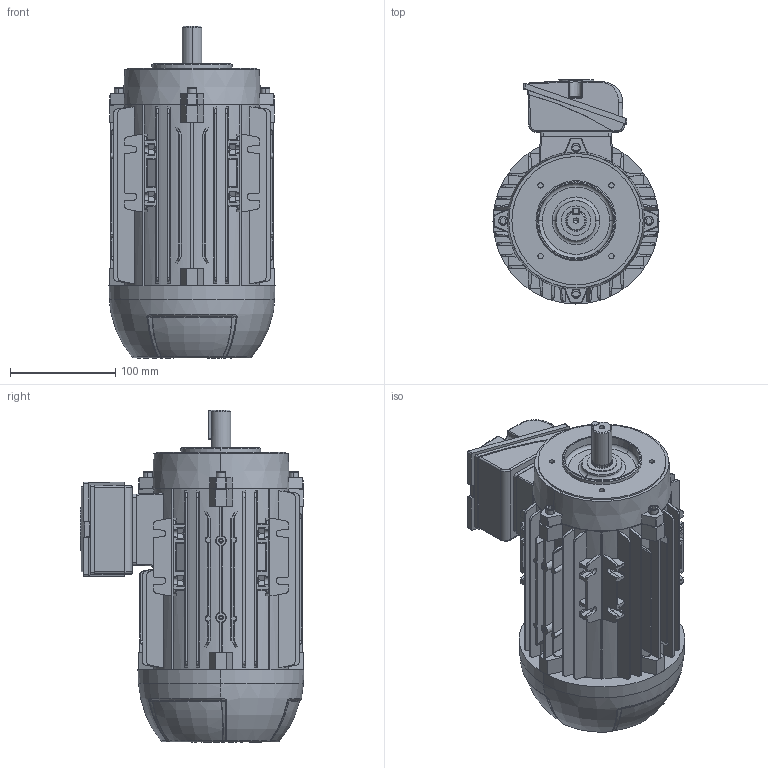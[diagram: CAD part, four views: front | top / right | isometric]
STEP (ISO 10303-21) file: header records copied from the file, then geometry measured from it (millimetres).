
FILE_DESCRIPTION (( 'STEP AP203' ), '1' );
FILE_NAME ('80L_SP_FC_TOP.STEP', '2021-11-05T16:27:47', ( '' ), ( '' ), 'SwSTEP 2.0', 'SolidWorks 2018', '' );
FILE_SCHEMA (( 'CONFIG_CONTROL_DESIGN' ));
Length unit declared in the file: millimetre
Products named in the file (22): Parafuso Altracs M5; 105033022; 105032001; EIXO IEC 80_50.5087.043; EIXO IEC 80; 105007077; 105035111; 105032001_10.5032.006-6-6x28; Parafuso Altracs M5_10.5011.286 x 22; 500014957B_10.5007.074; 105035111_505007644- FC PadrÆo ; 105006175_50.5307.039; 500014959_10.5007.078; 80L_SP_FC_TOP; 500014957B; 500014959; 105006175
Assembly tree (12 placements, depth 2):
  Parafuso Altracs M5
  105033022
  105032001
  Parafuso Altracs M5
  EIXO IEC 80
Bounding box: 158 x 213.08 x 316 mm (x, y, z)
Volume: 4529391.7 mm3; surface area: 403458.4 mm2
Topology: 12 solids, 12 shells, 1630 faces, 4304 edges, 2769 vertices
Faces by surface type: plane 783, cylinder 321, cone 238, bspline 182, torus 78, sphere 28
Entity records: 56714 total; most frequent: CARTESIAN_POINT 18426, ORIENTED_EDGE 8284, DIRECTION 6749, EDGE_CURVE 4142, VERTEX_POINT 2679, AXIS2_PLACEMENT_3D 2315, VECTOR 2119, LINE 2119
